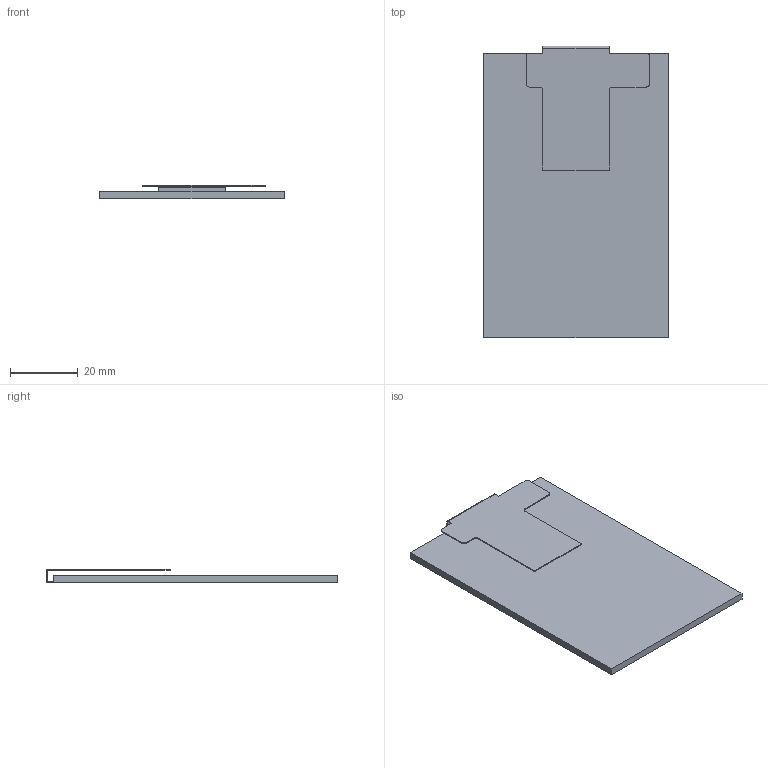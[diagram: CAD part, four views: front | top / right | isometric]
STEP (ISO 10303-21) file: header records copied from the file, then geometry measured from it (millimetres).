
FILE_DESCRIPTION(('STEP AP203'), '1');
FILE_NAME('Äèñïëåé 3,5', '2023-08-30T13:39:24', ('ava'), (''), 'ASCON STEP Converter 1.3', 'ASCON Math Kernel', '');
FILE_SCHEMA(('CONFIG_CONTROL_DESIGN'));
Length unit declared in the file: millimetre
Products named in the file (1): 2
Bounding box: 54.56 x 86.17 x 4.05 mm (x, y, z)
Volume: 9797.4 mm3; surface area: 11796.7 mm2
Topology: 1 solids, 1 shells, 45 faces, 110 edges, 68 vertices
Faces by surface type: plane 35, cylinder 10
Entity records: 1416 total; most frequent: CARTESIAN_POINT 224, DIRECTION 222, ORIENTED_EDGE 220, EDGE_CURVE 110, LINE 90, VECTOR 90, VERTEX_POINT 68, AXIS2_PLACEMENT_3D 66
